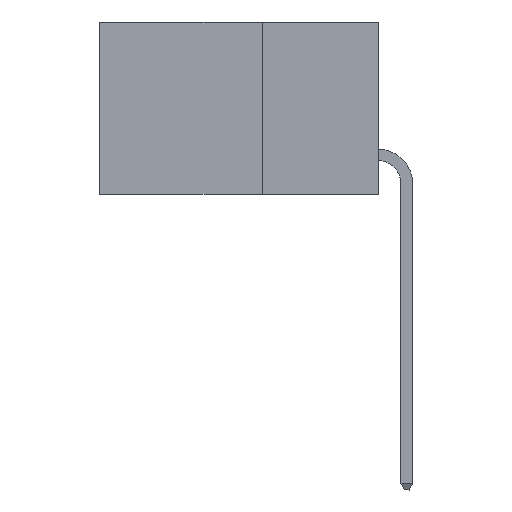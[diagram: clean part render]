
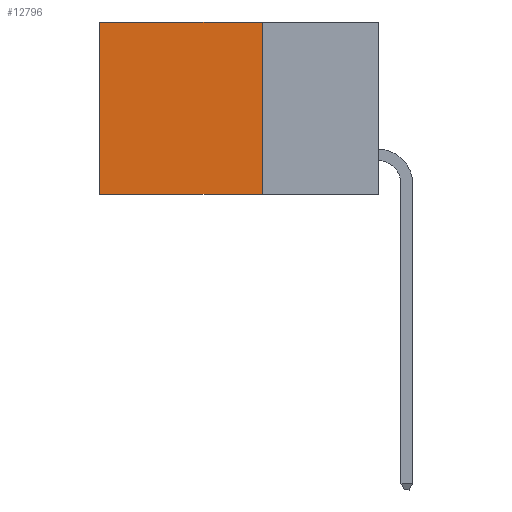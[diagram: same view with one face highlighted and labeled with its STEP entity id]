
A CAD part, left-side view. The second image highlights one B-rep face of the part: STEP entity #12796.
In plain terms, the highlighted planar face has unit normal (-1, 0, 0).
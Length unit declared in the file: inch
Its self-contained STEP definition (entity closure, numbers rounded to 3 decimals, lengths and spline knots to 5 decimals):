
#572 = VERTEX_POINT ( 'NONE', #13042 ) ;
#1070 = VECTOR ( 'NONE', #2989, 39.37008 ) ;
#1175 = ORIENTED_EDGE ( 'NONE', *, *, #5094, .F. ) ;
#1824 = VERTEX_POINT ( 'NONE', #7642 ) ;
#2006 = EDGE_LOOP ( 'NONE', ( #9490, #5725, #1175, #12200 ) ) ;
#2725 = AXIS2_PLACEMENT_3D ( 'NONE', #10892, #11953, #5436 ) ;
#2989 = DIRECTION ( 'NONE',  ( 0., 1., 0. ) ) ;
#3111 = CARTESIAN_POINT ( 'NONE',  ( 0.298, 0.25, 0. ) ) ;
#4218 = DIRECTION ( 'NONE',  ( 0., 1., 0. ) ) ;
#5088 = VECTOR ( 'NONE', #4218, 39.37008 ) ;
#5094 = EDGE_CURVE ( 'NONE', #7645, #8843, #12373, .T. ) ;
#5160 = CARTESIAN_POINT ( 'NONE',  ( 0.298, 0.6, 0. ) ) ;
#5436 = DIRECTION ( 'NONE',  ( 0., 0., -1. ) ) ;
#5725 = ORIENTED_EDGE ( 'NONE', *, *, #9719, .F. ) ;
#5785 = CARTESIAN_POINT ( 'NONE',  ( 0.298, 0.25, -0.37 ) ) ;
#5876 = EDGE_CURVE ( 'NONE', #7645, #572, #7697, .T. ) ;
#6119 = CARTESIAN_POINT ( 'NONE',  ( 0.298, 0.25, 0. ) ) ;
#6349 = LINE ( 'NONE', #5160, #6713 ) ;
#6713 = VECTOR ( 'NONE', #11697, 39.37008 ) ;
#7642 = CARTESIAN_POINT ( 'NONE',  ( 0.298, 0.6, -0.37 ) ) ;
#7645 = VERTEX_POINT ( 'NONE', #3111 ) ;
#7697 = LINE ( 'NONE', #10765, #5088 ) ;
#8417 = CARTESIAN_POINT ( 'NONE',  ( 0.298, 0.25, -0.37 ) ) ;
#8843 = VERTEX_POINT ( 'NONE', #5785 ) ;
#9490 = ORIENTED_EDGE ( 'NONE', *, *, #10365, .T. ) ;
#9519 = VECTOR ( 'NONE', #13809, 39.37008 ) ;
#9719 = EDGE_CURVE ( 'NONE', #8843, #1824, #12638, .T. ) ;
#9801 = PLANE ( 'NONE',  #2725 ) ;
#10365 = EDGE_CURVE ( 'NONE', #572, #1824, #6349, .T. ) ;
#10765 = CARTESIAN_POINT ( 'NONE',  ( 0.298, 0.25, 0. ) ) ;
#10875 = FACE_OUTER_BOUND ( 'NONE', #2006, .T. ) ;
#10892 = CARTESIAN_POINT ( 'NONE',  ( 0.298, 0.25, 0. ) ) ;
#11697 = DIRECTION ( 'NONE',  ( 0., 0., -1. ) ) ;
#11953 = DIRECTION ( 'NONE',  ( 1., 0., 0. ) ) ;
#12200 = ORIENTED_EDGE ( 'NONE', *, *, #5876, .T. ) ;
#12373 = LINE ( 'NONE', #6119, #9519 ) ;
#12638 = LINE ( 'NONE', #8417, #1070 ) ;
#12796 = ADVANCED_FACE ( 'NONE', ( #10875 ), #9801, .F. ) ;
#13042 = CARTESIAN_POINT ( 'NONE',  ( 0.298, 0.6, 0. ) ) ;
#13809 = DIRECTION ( 'NONE',  ( 0., 0., -1. ) ) ;
